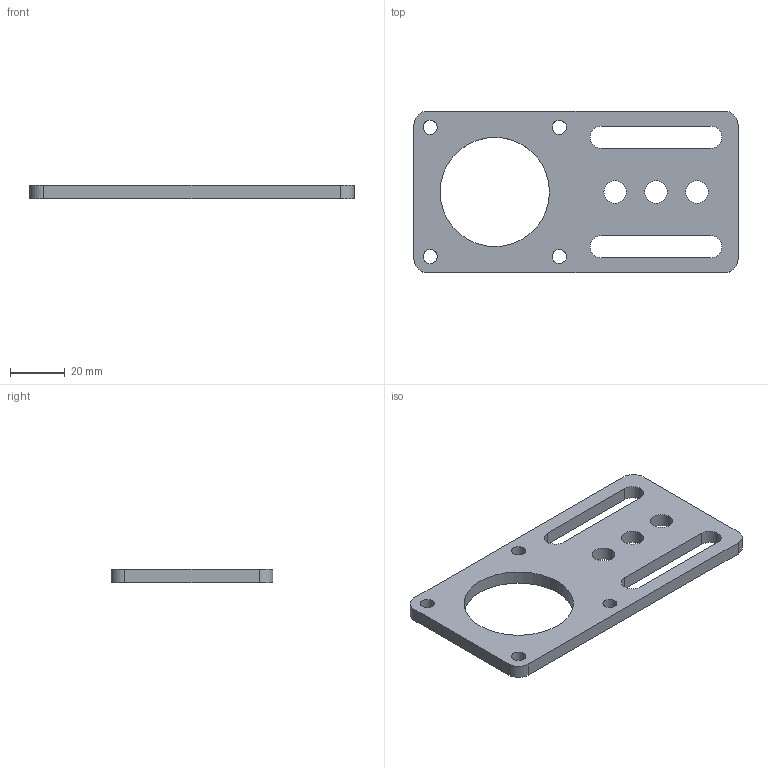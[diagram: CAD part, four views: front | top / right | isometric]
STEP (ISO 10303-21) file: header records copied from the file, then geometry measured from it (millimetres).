
FILE_DESCRIPTION(/* description */ ('STEP AP203'),/* implementation_level */ '2;1');
FILE_NAME(/* name */ 'MOTEDIS Plate NEMA 23 t5mm.stp',/* time_stamp */ '2016-09-27T23:25:14+02:00',/* author */ ('Richard'),/* organization */ (''),/* preprocessor_version */ 'ST-DEVELOPER v16.1',/* originating_system */ 'Autodesk Inventor 2016',/* authorisation */ '');
FILE_SCHEMA (('AUTOMOTIVE_DESIGN { 1 0 10303 214 3 1 1 }'));
Length unit declared in the file: millimetre
Products named in the file (1): MOTEDIS Plate NEMA 23
Bounding box: 118.57 x 59.14 x 5 mm (x, y, z)
Volume: 23645.7 mm3; surface area: 13591.5 mm2
Topology: 1 solids, 1 shells, 26 faces, 79 edges, 55 vertices
Faces by surface type: cylinder 16, plane 10
Full cylindrical faces by diameter (mm): 5.2 x4, 8.2 x3, 40 x1
Entity records: 872 total; most frequent: DIRECTION 150, CARTESIAN_POINT 139, ORIENTED_EDGE 128, EDGE_CURVE 64, AXIS2_PLACEMENT_3D 59, EDGE_LOOP 54, VERTEX_POINT 48, LINE 32
